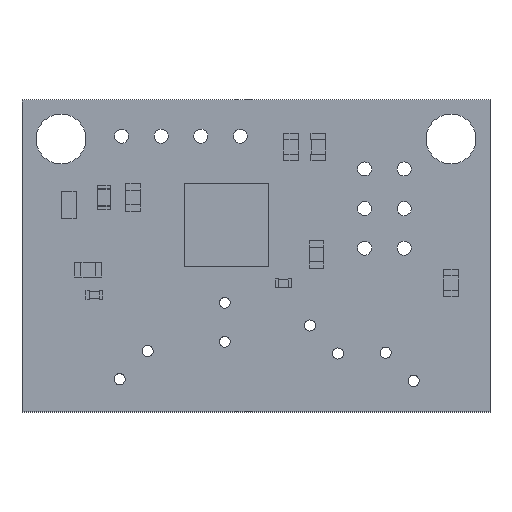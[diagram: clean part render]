
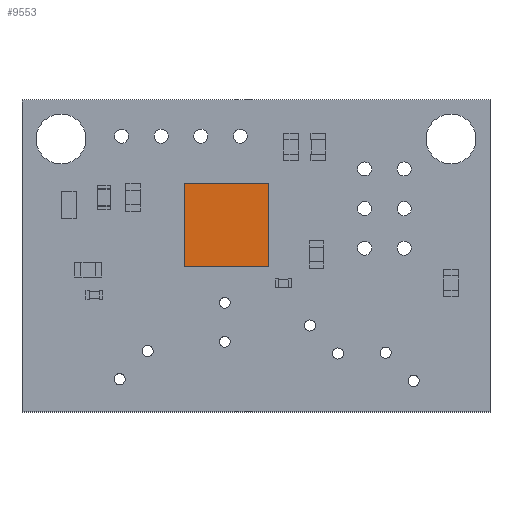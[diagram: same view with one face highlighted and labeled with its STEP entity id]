
A CAD part, top view. The second image highlights one B-rep face of the part: STEP entity #9553.
In plain terms, the highlighted planar face has unit normal (0, 0, 1).
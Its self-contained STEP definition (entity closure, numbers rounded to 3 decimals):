
#9239 = VERTEX_POINT('',#9240);
#9240 = CARTESIAN_POINT('',(-2.7,2.675,2.11));
#9247 = PLANE('',#9248);
#9248 = AXIS2_PLACEMENT_3D('',#9249,#9250,#9251);
#9249 = CARTESIAN_POINT('',(-2.7,2.675,0.));
#9250 = DIRECTION('',(1.,0.,0.));
#9251 = DIRECTION('',(0.,-1.,0.));
#9259 = PLANE('',#9260);
#9260 = AXIS2_PLACEMENT_3D('',#9261,#9262,#9263);
#9261 = CARTESIAN_POINT('',(2.7,2.675,0.));
#9262 = DIRECTION('',(0.,-1.,0.));
#9263 = DIRECTION('',(-1.,0.,0.));
#9271 = EDGE_CURVE('',#9239,#9272,#9274,.T.);
#9272 = VERTEX_POINT('',#9273);
#9273 = CARTESIAN_POINT('',(-2.7,-2.675,2.11));
#9274 = SURFACE_CURVE('',#9275,(#9279,#9286),.PCURVE_S1.);
#9275 = LINE('',#9276,#9277);
#9276 = CARTESIAN_POINT('',(-2.7,2.675,2.11));
#9277 = VECTOR('',#9278,1.);
#9278 = DIRECTION('',(0.,-1.,0.));
#9279 = PCURVE('',#9247,#9280);
#9280 = DEFINITIONAL_REPRESENTATION('',(#9281),#9285);
#9281 = LINE('',#9282,#9283);
#9282 = CARTESIAN_POINT('',(0.,-2.11));
#9283 = VECTOR('',#9284,1.);
#9284 = DIRECTION('',(1.,0.));
#9285 = ( GEOMETRIC_REPRESENTATION_CONTEXT(2) 
PARAMETRIC_REPRESENTATION_CONTEXT() REPRESENTATION_CONTEXT('2D SPACE',''
  ) );
#9286 = PCURVE('',#9287,#9292);
#9287 = PLANE('',#9288);
#9288 = AXIS2_PLACEMENT_3D('',#9289,#9290,#9291);
#9289 = CARTESIAN_POINT('',(-2.7,2.675,2.11));
#9290 = DIRECTION('',(0.,0.,-1.));
#9291 = DIRECTION('',(-1.,0.,0.));
#9292 = DEFINITIONAL_REPRESENTATION('',(#9293),#9297);
#9293 = LINE('',#9294,#9295);
#9294 = CARTESIAN_POINT('',(0.,0.));
#9295 = VECTOR('',#9296,1.);
#9296 = DIRECTION('',(0.,-1.));
#9297 = ( GEOMETRIC_REPRESENTATION_CONTEXT(2) 
PARAMETRIC_REPRESENTATION_CONTEXT() REPRESENTATION_CONTEXT('2D SPACE',''
  ) );
#9315 = PLANE('',#9316);
#9316 = AXIS2_PLACEMENT_3D('',#9317,#9318,#9319);
#9317 = CARTESIAN_POINT('',(-2.7,-2.675,0.));
#9318 = DIRECTION('',(0.,1.,0.));
#9319 = DIRECTION('',(1.,0.,0.));
#9357 = EDGE_CURVE('',#9272,#9358,#9360,.T.);
#9358 = VERTEX_POINT('',#9359);
#9359 = CARTESIAN_POINT('',(2.7,-2.675,2.11));
#9360 = SURFACE_CURVE('',#9361,(#9365,#9372),.PCURVE_S1.);
#9361 = LINE('',#9362,#9363);
#9362 = CARTESIAN_POINT('',(-2.7,-2.675,2.11));
#9363 = VECTOR('',#9364,1.);
#9364 = DIRECTION('',(1.,0.,0.));
#9365 = PCURVE('',#9315,#9366);
#9366 = DEFINITIONAL_REPRESENTATION('',(#9367),#9371);
#9367 = LINE('',#9368,#9369);
#9368 = CARTESIAN_POINT('',(0.,-2.11));
#9369 = VECTOR('',#9370,1.);
#9370 = DIRECTION('',(1.,0.));
#9371 = ( GEOMETRIC_REPRESENTATION_CONTEXT(2) 
PARAMETRIC_REPRESENTATION_CONTEXT() REPRESENTATION_CONTEXT('2D SPACE',''
  ) );
#9372 = PCURVE('',#9287,#9373);
#9373 = DEFINITIONAL_REPRESENTATION('',(#9374),#9378);
#9374 = LINE('',#9375,#9376);
#9375 = CARTESIAN_POINT('',(0.,-5.35));
#9376 = VECTOR('',#9377,1.);
#9377 = DIRECTION('',(-1.,0.));
#9378 = ( GEOMETRIC_REPRESENTATION_CONTEXT(2) 
PARAMETRIC_REPRESENTATION_CONTEXT() REPRESENTATION_CONTEXT('2D SPACE',''
  ) );
#9396 = PLANE('',#9397);
#9397 = AXIS2_PLACEMENT_3D('',#9398,#9399,#9400);
#9398 = CARTESIAN_POINT('',(2.7,-2.675,0.));
#9399 = DIRECTION('',(-1.,0.,0.));
#9400 = DIRECTION('',(0.,1.,0.));
#9433 = EDGE_CURVE('',#9358,#9434,#9436,.T.);
#9434 = VERTEX_POINT('',#9435);
#9435 = CARTESIAN_POINT('',(2.7,2.675,2.11));
#9436 = SURFACE_CURVE('',#9437,(#9441,#9448),.PCURVE_S1.);
#9437 = LINE('',#9438,#9439);
#9438 = CARTESIAN_POINT('',(2.7,-2.675,2.11));
#9439 = VECTOR('',#9440,1.);
#9440 = DIRECTION('',(0.,1.,0.));
#9441 = PCURVE('',#9396,#9442);
#9442 = DEFINITIONAL_REPRESENTATION('',(#9443),#9447);
#9443 = LINE('',#9444,#9445);
#9444 = CARTESIAN_POINT('',(0.,-2.11));
#9445 = VECTOR('',#9446,1.);
#9446 = DIRECTION('',(1.,0.));
#9447 = ( GEOMETRIC_REPRESENTATION_CONTEXT(2) 
PARAMETRIC_REPRESENTATION_CONTEXT() REPRESENTATION_CONTEXT('2D SPACE',''
  ) );
#9448 = PCURVE('',#9287,#9449);
#9449 = DEFINITIONAL_REPRESENTATION('',(#9450),#9454);
#9450 = LINE('',#9451,#9452);
#9451 = CARTESIAN_POINT('',(-5.4,-5.35));
#9452 = VECTOR('',#9453,1.);
#9453 = DIRECTION('',(0.,1.));
#9454 = ( GEOMETRIC_REPRESENTATION_CONTEXT(2) 
PARAMETRIC_REPRESENTATION_CONTEXT() REPRESENTATION_CONTEXT('2D SPACE',''
  ) );
#9504 = EDGE_CURVE('',#9434,#9239,#9505,.T.);
#9505 = SURFACE_CURVE('',#9506,(#9510,#9517),.PCURVE_S1.);
#9506 = LINE('',#9507,#9508);
#9507 = CARTESIAN_POINT('',(2.7,2.675,2.11));
#9508 = VECTOR('',#9509,1.);
#9509 = DIRECTION('',(-1.,0.,0.));
#9510 = PCURVE('',#9259,#9511);
#9511 = DEFINITIONAL_REPRESENTATION('',(#9512),#9516);
#9512 = LINE('',#9513,#9514);
#9513 = CARTESIAN_POINT('',(0.,-2.11));
#9514 = VECTOR('',#9515,1.);
#9515 = DIRECTION('',(1.,0.));
#9516 = ( GEOMETRIC_REPRESENTATION_CONTEXT(2) 
PARAMETRIC_REPRESENTATION_CONTEXT() REPRESENTATION_CONTEXT('2D SPACE',''
  ) );
#9517 = PCURVE('',#9287,#9518);
#9518 = DEFINITIONAL_REPRESENTATION('',(#9519),#9523);
#9519 = LINE('',#9520,#9521);
#9520 = CARTESIAN_POINT('',(-5.4,0.));
#9521 = VECTOR('',#9522,1.);
#9522 = DIRECTION('',(1.,0.));
#9523 = ( GEOMETRIC_REPRESENTATION_CONTEXT(2) 
PARAMETRIC_REPRESENTATION_CONTEXT() REPRESENTATION_CONTEXT('2D SPACE',''
  ) );
#9553 = ADVANCED_FACE('',(#9554),#9287,.F.);
#9554 = FACE_BOUND('',#9555,.T.);
#9555 = EDGE_LOOP('',(#9556,#9557,#9558,#9559));
#9556 = ORIENTED_EDGE('',*,*,#9271,.T.);
#9557 = ORIENTED_EDGE('',*,*,#9357,.T.);
#9558 = ORIENTED_EDGE('',*,*,#9433,.T.);
#9559 = ORIENTED_EDGE('',*,*,#9504,.T.);
